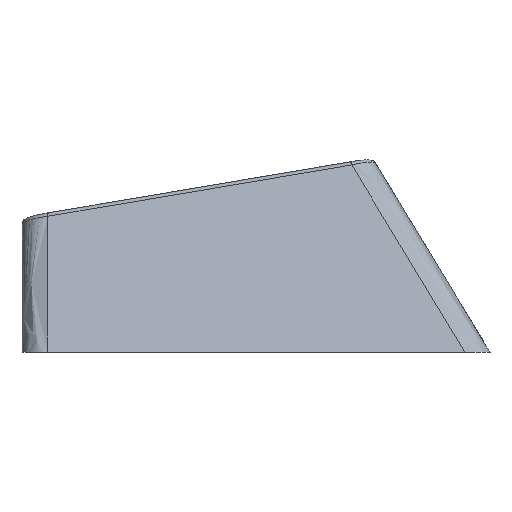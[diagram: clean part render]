
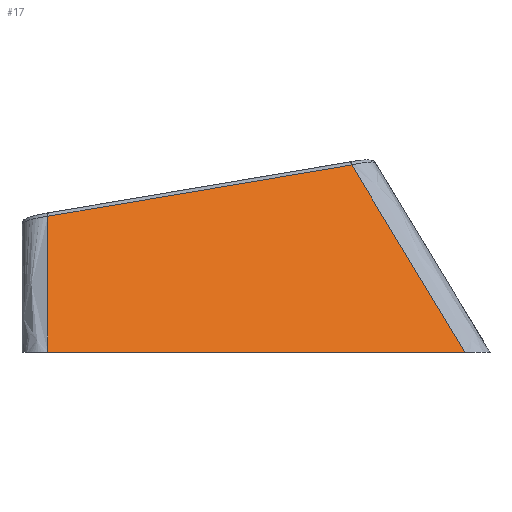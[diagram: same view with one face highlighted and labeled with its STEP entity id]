
A CAD part, left-side view. The second image highlights one B-rep face of the part: STEP entity #17.
In plain terms, the highlighted free-form (B-spline) face has degree [1, 1] with [2, 2] control points.
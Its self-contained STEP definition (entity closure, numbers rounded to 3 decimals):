
#17 = ADVANCED_FACE('',(#18),#97,.F.);
#18 = FACE_BOUND('',#19,.F.);
#19 = EDGE_LOOP('',(#20,#38,#46,#62));
#20 = ORIENTED_EDGE('',*,*,#21,.F.);
#21 = EDGE_CURVE('',#22,#24,#26,.T.);
#22 = VERTEX_POINT('',#23);
#23 = CARTESIAN_POINT('',(-11.406,-8.066,0.));
#24 = VERTEX_POINT('',#25);
#25 = CARTESIAN_POINT('',(-8.736,-3.688,7.217
    ));
#26 = B_SPLINE_CURVE_WITH_KNOTS('',4,(#27,#28,#29,#30,#31,#32,#33,#34,
    #35,#36,#37),.UNSPECIFIED.,.F.,.F.,(5,3,3,5),(-0.299,
    0.264,9.675,10.238),.UNSPECIFIED.);
#27 = CARTESIAN_POINT('',(-11.64,-8.448,
    -0.631));
#28 = CARTESIAN_POINT('',(-11.597,-8.379,
    -0.516));
#29 = CARTESIAN_POINT('',(-11.555,-8.309,
    -0.401));
#30 = CARTESIAN_POINT('',(-11.512,-8.24,
    -0.286));
#31 = CARTESIAN_POINT('',(-10.76,-7.006,1.746)
  );
#32 = CARTESIAN_POINT('',(-10.051,-5.843,3.664
    ));
#33 = CARTESIAN_POINT('',(-9.341,-4.679,5.582)
  );
#34 = CARTESIAN_POINT('',(-8.589,-3.446,7.615));
#35 = CARTESIAN_POINT('',(-8.546,-3.377,7.73));
#36 = CARTESIAN_POINT('',(-8.504,-3.307,7.844));
#37 = CARTESIAN_POINT('',(-8.461,-3.237,7.959));
#38 = ORIENTED_EDGE('',*,*,#39,.T.);
#39 = EDGE_CURVE('',#22,#40,#42,.T.);
#40 = VERTEX_POINT('',#41);
#41 = CARTESIAN_POINT('',(-11.406,8.025,0.));
#42 = LINE('',#43,#44);
#43 = CARTESIAN_POINT('',(-11.406,-9.025,0.));
#44 = VECTOR('',#45,1.);
#45 = DIRECTION('',(0.,1.,0.));
#46 = ORIENTED_EDGE('',*,*,#47,.T.);
#47 = EDGE_CURVE('',#40,#48,#50,.T.);
#48 = VERTEX_POINT('',#49);
#49 = CARTESIAN_POINT('',(-9.468,8.025,5.239)
  );
#50 = B_SPLINE_CURVE_WITH_KNOTS('',4,(#51,#52,#53,#54,#55,#56,#57,#58,
    #59,#60,#61),.UNSPECIFIED.,.F.,.F.,(5,3,3,5),(-0.489,
    0.,8.367,8.856),.UNSPECIFIED.);
#51 = CARTESIAN_POINT('',(-11.576,8.025,-0.459));
#52 = CARTESIAN_POINT('',(-11.534,8.025,-0.344));
#53 = CARTESIAN_POINT('',(-11.491,8.025,-0.23));
#54 = CARTESIAN_POINT('',(-11.449,8.025,-0.115));
#55 = CARTESIAN_POINT('',(-10.68,8.025,1.962));
#56 = CARTESIAN_POINT('',(-9.955,8.025,3.924));
#57 = CARTESIAN_POINT('',(-9.229,8.025,5.885));
#58 = CARTESIAN_POINT('',(-8.46,8.025,7.962));
#59 = CARTESIAN_POINT('',(-8.418,8.025,8.077));
#60 = CARTESIAN_POINT('',(-8.375,8.025,8.191));
#61 = CARTESIAN_POINT('',(-8.333,8.025,8.306));
#62 = ORIENTED_EDGE('',*,*,#63,.F.);
#63 = EDGE_CURVE('',#24,#48,#64,.T.);
#64 = ( BOUNDED_CURVE() B_SPLINE_CURVE(11,(#65,#66,#67,#68,#69,#70,#71,
    #72,#73,#74,#75,#76,#77,#78,#79,#80,#81,#82,#83,#84,#85,#86,#87,#88,
    #89,#90,#91,#92,#93,#94,#95,#96),.UNSPECIFIED.,.F.,.F.) 
B_SPLINE_CURVE_WITH_KNOTS((12,10,10,12),(17.964,18.019
,29.964,29.99),.UNSPECIFIED.) CURVE() 
GEOMETRIC_REPRESENTATION_ITEM() RATIONAL_B_SPLINE_CURVE((1.,1.,1.,
    1.,1.,1.,1.,
    1.,1.,1.,1.,1.,1.,1.,
    1.,1.,1.,1.,
    1.,1.,1.,1.,1.,1.,1.,
    1.,1.,1.,1.,1.,1.,1.
)) REPRESENTATION_ITEM('') );
#65 = CARTESIAN_POINT('',(-8.736,-3.688,7.217
    ));
#66 = CARTESIAN_POINT('',(-8.736,-3.683,7.216
    ));
#67 = CARTESIAN_POINT('',(-8.737,-3.678,7.215
    ));
#68 = CARTESIAN_POINT('',(-8.737,-3.673,7.214
    ));
#69 = CARTESIAN_POINT('',(-8.737,-3.668,7.213
    ));
#70 = CARTESIAN_POINT('',(-8.738,-3.664,7.213)
  );
#71 = CARTESIAN_POINT('',(-8.738,-3.659,7.212
    ));
#72 = CARTESIAN_POINT('',(-8.738,-3.654,7.211)
  );
#73 = CARTESIAN_POINT('',(-8.738,-3.649,7.21
    ));
#74 = CARTESIAN_POINT('',(-8.739,-3.645,7.209
    ));
#75 = CARTESIAN_POINT('',(-8.739,-3.64,7.209)
  );
#76 = CARTESIAN_POINT('',(-8.804,-2.604,7.033)
  );
#77 = CARTESIAN_POINT('',(-8.867,-1.595,6.863
    ));
#78 = CARTESIAN_POINT('',(-8.932,-0.553,6.687
    ));
#79 = CARTESIAN_POINT('',(-8.996,0.467,6.514)
  );
#80 = CARTESIAN_POINT('',(-9.063,1.546,6.332));
#81 = CARTESIAN_POINT('',(-9.127,2.57,6.159)
  );
#82 = CARTESIAN_POINT('',(-9.196,3.667,5.974)
  );
#83 = CARTESIAN_POINT('',(-9.262,4.718,5.796)
  );
#84 = CARTESIAN_POINT('',(-9.33,5.813,5.612)
  );
#85 = CARTESIAN_POINT('',(-9.397,6.882,5.432)
  );
#86 = CARTESIAN_POINT('',(-9.466,8.001,5.243)
  );
#87 = CARTESIAN_POINT('',(-9.466,8.003,5.243)
  );
#88 = CARTESIAN_POINT('',(-9.467,8.005,5.242));
#89 = CARTESIAN_POINT('',(-9.467,8.008,5.242)
  );
#90 = CARTESIAN_POINT('',(-9.467,8.01,5.242)
  );
#91 = CARTESIAN_POINT('',(-9.467,8.013,5.241)
  );
#92 = CARTESIAN_POINT('',(-9.467,8.015,5.241)
  );
#93 = CARTESIAN_POINT('',(-9.467,8.018,5.24)
  );
#94 = CARTESIAN_POINT('',(-9.467,8.02,5.24)
  );
#95 = CARTESIAN_POINT('',(-9.468,8.023,5.239)
  );
#96 = CARTESIAN_POINT('',(-9.468,8.025,5.239)
  );
#97 = B_SPLINE_SURFACE_WITH_KNOTS('',1,1,(
    (#98,#99)
    ,(#100,#101
    )),.UNSPECIFIED.,.F.,.F.,.F.,(2,2),(2,2),(0.,18.05),(0.,1.),
  .PIECEWISE_BEZIER_KNOTS.);
#98 = CARTESIAN_POINT('',(-11.406,-9.025,0.));
#99 = CARTESIAN_POINT('',(-8.631,-4.475,7.5));
#100 = CARTESIAN_POINT('',(-11.406,9.025,0.));
#101 = CARTESIAN_POINT('',(-8.631,9.025,7.5));
